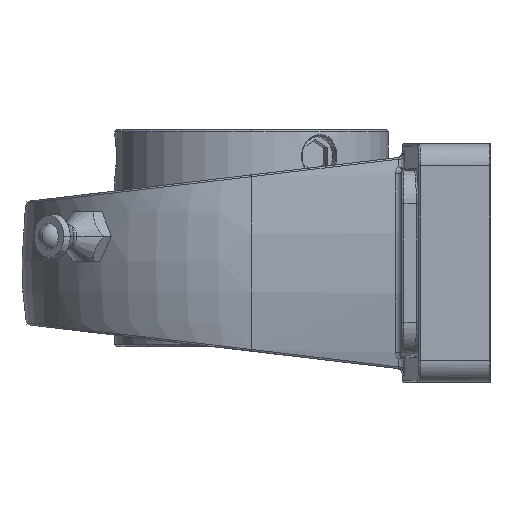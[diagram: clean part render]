
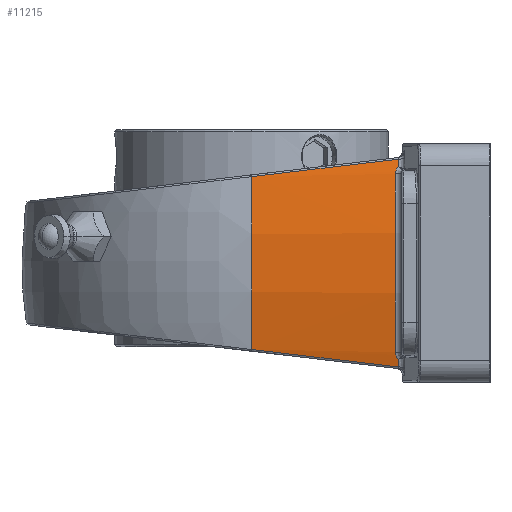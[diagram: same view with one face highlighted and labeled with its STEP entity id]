
A CAD part, left-side view. The second image highlights one B-rep face of the part: STEP entity #11215.
In plain terms, the highlighted cylindrical face has radius 96.8 mm (diameter 193.6 mm), a partial arc.
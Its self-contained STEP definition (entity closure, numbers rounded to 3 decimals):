
#8739 = CARTESIAN_POINT ( 'NONE',  ( 44.8, -34.217, 0. ) ) ;
#8740 = FACE_OUTER_BOUND ( 'NONE', #11240, .T. ) ;
#8769 = CIRCLE ( 'NONE', #8820, 96.8 ) ;
#8770 =( BOUNDED_CURVE ( )  B_SPLINE_CURVE ( 3, ( #8803, #8802, #8801, #8800 ),
 .UNSPECIFIED., .F., .T. ) 
 B_SPLINE_CURVE_WITH_KNOTS ( ( 4, 4 ),
 ( 2.896, 2.915 ),
 .UNSPECIFIED. ) 
 CURVE ( )  GEOMETRIC_REPRESENTATION_ITEM ( )  RATIONAL_B_SPLINE_CURVE ( ( 1., 1., 1., 1. ) ) 
 REPRESENTATION_ITEM ( '' )  );
#8772 = DIRECTION ( 'NONE',  ( 0., 1., 0. ) ) ;
#8773 = CARTESIAN_POINT ( 'NONE',  ( 44.8, 21.5, 0. ) ) ;
#8774 = CARTESIAN_POINT ( 'NONE',  ( -49.872, 21.5, -20.187 ) ) ;
#8775 = AXIS2_PLACEMENT_3D ( 'NONE', #8739, #8780, #8779 ) ;
#8779 = DIRECTION ( 'NONE',  ( 0., 0., 1. ) ) ;
#8780 = DIRECTION ( 'NONE',  ( 0., 1., 0. ) ) ;
#8785 = CYLINDRICAL_SURFACE ( 'NONE', #8775, 96.8 ) ;
#8790 = CARTESIAN_POINT ( 'NONE',  ( -49.522, 20.701, -21.762 ) ) ;
#8792 = CARTESIAN_POINT ( 'NONE',  ( -50., 54., 19.573 ) ) ;
#8793 = CARTESIAN_POINT ( 'NONE',  ( -49.522, 20.701, 21.762 ) ) ;
#8794 = CARTESIAN_POINT ( 'NONE',  ( -49.096, 20.731, -23.532 ) ) ;
#8795 = CARTESIAN_POINT ( 'NONE',  ( -49.425, 31.767, -22.219 ) ) ;
#8796 = CARTESIAN_POINT ( 'NONE',  ( -49.727, 42.858, -20.899 ) ) ;
#8797 = CARTESIAN_POINT ( 'NONE',  ( -50., 54., -19.573 ) ) ;
#8798 =( BOUNDED_CURVE ( )  B_SPLINE_CURVE ( 3, ( #8797, #8796, #8795, #8794 ),
 .UNSPECIFIED., .F., .T. ) 
 B_SPLINE_CURVE_WITH_KNOTS ( ( 4, 4 ),
 ( 1.774, 1.816 ),
 .UNSPECIFIED. ) 
 CURVE ( )  GEOMETRIC_REPRESENTATION_ITEM ( )  RATIONAL_B_SPLINE_CURVE ( ( 1., 1., 1., 1. ) ) 
 REPRESENTATION_ITEM ( '' )  );
#8799 = B_SPLINE_CURVE_WITH_KNOTS ( 'NONE', 3,
 ( #8790, #8829, #8828, #8827, #8826, #8825, #8824, #8823 ),
 .UNSPECIFIED., .F., .F.,
 ( 4, 2, 2, 4 ),
 ( 0., 0.001, 0.001, 0.002 ),
 .UNSPECIFIED. ) ;
#8800 = CARTESIAN_POINT ( 'NONE',  ( -49.522, 20.701, -21.762 ) ) ;
#8801 = CARTESIAN_POINT ( 'NONE',  ( -49.386, 20.71, -22.353 ) ) ;
#8802 = CARTESIAN_POINT ( 'NONE',  ( -49.244, 20.72, -22.943 ) ) ;
#8803 = CARTESIAN_POINT ( 'NONE',  ( -49.096, 20.731, -23.532 ) ) ;
#8810 = DIRECTION ( 'NONE',  ( 0., 0., 1. ) ) ;
#8812 = CARTESIAN_POINT ( 'NONE',  ( -49.522, 20.701, 21.762 ) ) ;
#8813 = CARTESIAN_POINT ( 'NONE',  ( -49.565, 20.951, 21.578 ) ) ;
#8814 = CARTESIAN_POINT ( 'NONE',  ( -49.62, 21.153, 21.337 ) ) ;
#8815 = CARTESIAN_POINT ( 'NONE',  ( -49.71, 21.358, 20.931 ) ) ;
#8816 = CARTESIAN_POINT ( 'NONE',  ( -49.742, 21.412, 20.785 ) ) ;
#8817 = CARTESIAN_POINT ( 'NONE',  ( -49.806, 21.482, 20.491 ) ) ;
#8818 = CARTESIAN_POINT ( 'NONE',  ( -49.839, 21.5, 20.341 ) ) ;
#8819 = CARTESIAN_POINT ( 'NONE',  ( -49.872, 21.5, 20.187 ) ) ;
#8820 = AXIS2_PLACEMENT_3D ( 'NONE', #8773, #8772, #8810 ) ;
#8821 = B_SPLINE_CURVE_WITH_KNOTS ( 'NONE', 3,
 ( #8819, #8818, #8817, #8816, #8815, #8814, #8813, #8812 ),
 .UNSPECIFIED., .F., .F.,
 ( 4, 2, 2, 4 ),
 ( 0., 0., 0.001, 0.002 ),
 .UNSPECIFIED. ) ;
#8822 = CARTESIAN_POINT ( 'NONE',  ( -50., 54., -19.573 ) ) ;
#8823 = CARTESIAN_POINT ( 'NONE',  ( -49.872, 21.5, -20.187 ) ) ;
#8824 = CARTESIAN_POINT ( 'NONE',  ( -49.839, 21.5, -20.341 ) ) ;
#8825 = CARTESIAN_POINT ( 'NONE',  ( -49.806, 21.482, -20.491 ) ) ;
#8826 = CARTESIAN_POINT ( 'NONE',  ( -49.742, 21.412, -20.785 ) ) ;
#8827 = CARTESIAN_POINT ( 'NONE',  ( -49.71, 21.358, -20.931 ) ) ;
#8828 = CARTESIAN_POINT ( 'NONE',  ( -49.62, 21.153, -21.337 ) ) ;
#8829 = CARTESIAN_POINT ( 'NONE',  ( -49.565, 20.951, -21.578 ) ) ;
#8831 = CARTESIAN_POINT ( 'NONE',  ( -49.096, 20.731, -23.532 ) ) ;
#8834 = CARTESIAN_POINT ( 'NONE',  ( -49.096, 20.731, 23.532 ) ) ;
#8841 = CARTESIAN_POINT ( 'NONE',  ( -49.872, 21.5, 20.187 ) ) ;
#8860 = CARTESIAN_POINT ( 'NONE',  ( -49.522, 20.701, -21.762 ) ) ;
#11215 = ADVANCED_FACE ( 'NONE', ( #8740 ), #8785, .T. ) ;
#11216 = ORIENTED_EDGE ( 'NONE', *, *, #11218, .T. ) ;
#11217 = ORIENTED_EDGE ( 'NONE', *, *, #11219, .T. ) ;
#11218 = EDGE_CURVE ( 'NONE', #11243, #11247, #8770, .T. ) ;
#11219 = EDGE_CURVE ( 'NONE', #11234, #11243, #8798, .T. ) ;
#11220 = VERTEX_POINT ( 'NONE', #8774 ) ;
#11222 = ORIENTED_EDGE ( 'NONE', *, *, #11223, .T. ) ;
#11223 = EDGE_CURVE ( 'NONE', #11247, #11220, #8799, .T. ) ;
#11224 = ORIENTED_EDGE ( 'NONE', *, *, #11298, .T. ) ;
#11225 = ORIENTED_EDGE ( 'NONE', *, *, #11230, .T. ) ;
#11226 = VERTEX_POINT ( 'NONE', #8792 ) ;
#11227 = ORIENTED_EDGE ( 'NONE', *, *, #11300, .T. ) ;
#11228 = VERTEX_POINT ( 'NONE', #8793 ) ;
#11229 = EDGE_CURVE ( 'NONE', #11244, #11228, #8821, .T. ) ;
#11230 = EDGE_CURVE ( 'NONE', #11220, #11244, #8769, .T. ) ;
#11234 = VERTEX_POINT ( 'NONE', #8822 ) ;
#11240 = EDGE_LOOP ( 'NONE', ( #11217, #11216, #11222, #11225, #11297, #11224, #11227, #11304 ) ) ;
#11243 = VERTEX_POINT ( 'NONE', #8831 ) ;
#11244 = VERTEX_POINT ( 'NONE', #8841 ) ;
#11245 = VERTEX_POINT ( 'NONE', #8834 ) ;
#11247 = VERTEX_POINT ( 'NONE', #8860 ) ;
#11297 = ORIENTED_EDGE ( 'NONE', *, *, #11229, .T. ) ;
#11298 = EDGE_CURVE ( 'NONE', #11228, #11245, #12139, .T. ) ;
#11300 = EDGE_CURVE ( 'NONE', #11245, #11226, #12130, .T. ) ;
#11302 = EDGE_CURVE ( 'NONE', #11226, #11234, #12113, .T. ) ;
#11304 = ORIENTED_EDGE ( 'NONE', *, *, #11302, .T. ) ;
#12061 = AXIS2_PLACEMENT_3D ( 'NONE', #12129, #12169, #12168 ) ;
#12113 = CIRCLE ( 'NONE', #12061, 96.8 ) ;
#12127 = CARTESIAN_POINT ( 'NONE',  ( -49.425, 31.767, 22.219 ) ) ;
#12128 = CARTESIAN_POINT ( 'NONE',  ( -49.096, 20.731, 23.532 ) ) ;
#12129 = CARTESIAN_POINT ( 'NONE',  ( 44.8, 54., 0. ) ) ;
#12130 =( BOUNDED_CURVE ( )  B_SPLINE_CURVE ( 3, ( #12128, #12127, #12174, #12173 ),
 .UNSPECIFIED., .F., .F. ) 
 B_SPLINE_CURVE_WITH_KNOTS ( ( 4, 4 ),
 ( 4.467, 4.509 ),
 .UNSPECIFIED. ) 
 CURVE ( )  GEOMETRIC_REPRESENTATION_ITEM ( )  RATIONAL_B_SPLINE_CURVE ( ( 1., 1., 1., 1. ) ) 
 REPRESENTATION_ITEM ( '' )  );
#12134 = CARTESIAN_POINT ( 'NONE',  ( -49.096, 20.731, 23.532 ) ) ;
#12135 = CARTESIAN_POINT ( 'NONE',  ( -49.244, 20.72, 22.943 ) ) ;
#12136 = CARTESIAN_POINT ( 'NONE',  ( -49.386, 20.71, 22.353 ) ) ;
#12137 = CARTESIAN_POINT ( 'NONE',  ( -49.522, 20.701, 21.762 ) ) ;
#12139 =( BOUNDED_CURVE ( )  B_SPLINE_CURVE ( 3, ( #12137, #12136, #12135, #12134 ),
 .UNSPECIFIED., .F., .T. ) 
 B_SPLINE_CURVE_WITH_KNOTS ( ( 4, 4 ),
 ( 3.368, 3.387 ),
 .UNSPECIFIED. ) 
 CURVE ( )  GEOMETRIC_REPRESENTATION_ITEM ( )  RATIONAL_B_SPLINE_CURVE ( ( 1., 1., 1., 1. ) ) 
 REPRESENTATION_ITEM ( '' )  );
#12168 = DIRECTION ( 'NONE',  ( 0., 0., -1. ) ) ;
#12169 = DIRECTION ( 'NONE',  ( 0., -1., 0. ) ) ;
#12173 = CARTESIAN_POINT ( 'NONE',  ( -50., 54., 19.573 ) ) ;
#12174 = CARTESIAN_POINT ( 'NONE',  ( -49.727, 42.858, 20.899 ) ) ;
